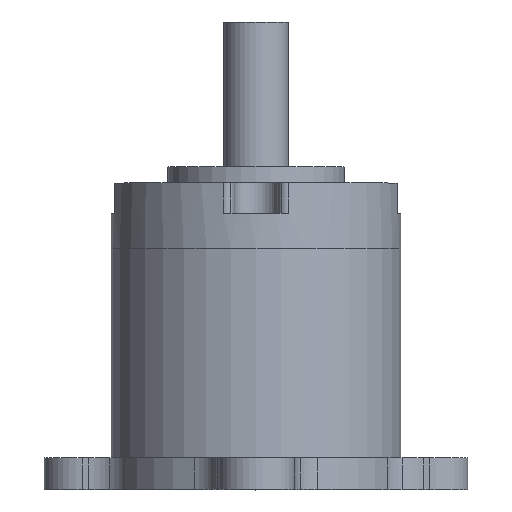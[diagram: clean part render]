
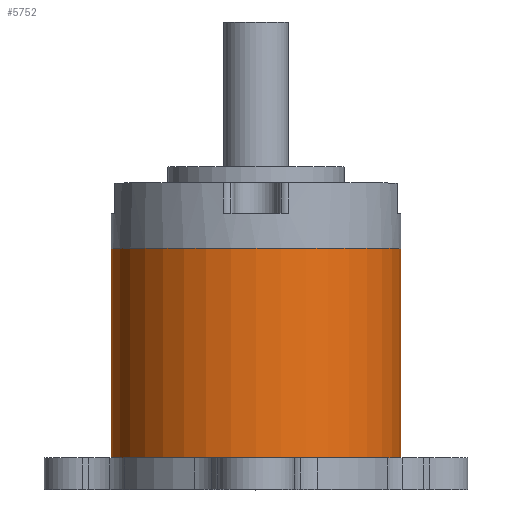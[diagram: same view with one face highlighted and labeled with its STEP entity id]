
A CAD part, top view. The second image highlights one B-rep face of the part: STEP entity #5752.
In plain terms, the highlighted cylindrical face has radius 18 mm (diameter 36 mm), a partial arc.
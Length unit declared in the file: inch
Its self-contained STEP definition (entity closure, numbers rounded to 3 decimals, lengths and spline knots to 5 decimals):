
#339 = EDGE_CURVE ( 'NONE', #4518, #5399, #6493, .T. ) ;
#502 = ORIENTED_EDGE ( 'NONE', *, *, #3449, .T. ) ;
#642 = ORIENTED_EDGE ( 'NONE', *, *, #6242, .F. ) ;
#797 = VERTEX_POINT ( 'NONE', #3266 ) ;
#837 = LINE ( 'NONE', #3020, #1737 ) ;
#1008 = LINE ( 'NONE', #7029, #2447 ) ;
#1137 = CARTESIAN_POINT ( 'NONE',  ( 0., 0., 0. ) ) ;
#1178 = CARTESIAN_POINT ( 'NONE',  ( 0.70866, 0., 0. ) ) ;
#1566 = DIRECTION ( 'NONE',  ( 0., 0., 1. ) ) ;
#1737 = VECTOR ( 'NONE', #1944, 39.37008 ) ;
#1944 = DIRECTION ( 'NONE',  ( 0., 1., 0. ) ) ;
#2093 = DIRECTION ( 'NONE',  ( 0., 1., 0. ) ) ;
#2104 = CYLINDRICAL_SURFACE ( 'NONE', #3127, 0.70866 ) ;
#2141 = DIRECTION ( 'NONE',  ( 0., 1., 0. ) ) ;
#2149 = DIRECTION ( 'NONE',  ( 0., 1., 0. ) ) ;
#2447 = VECTOR ( 'NONE', #2149, 39.37008 ) ;
#3020 = CARTESIAN_POINT ( 'NONE',  ( 0.70866, 0., 0. ) ) ;
#3066 = EDGE_LOOP ( 'NONE', ( #3123, #4785, #502, #642 ) ) ;
#3123 = ORIENTED_EDGE ( 'NONE', *, *, #5341, .F. ) ;
#3127 = AXIS2_PLACEMENT_3D ( 'NONE', #1137, #2141, #5954 ) ;
#3266 = CARTESIAN_POINT ( 'NONE',  ( -0.70866, 1.02362, 0. ) ) ;
#3449 = EDGE_CURVE ( 'NONE', #5399, #4324, #837, .T. ) ;
#3755 = FACE_OUTER_BOUND ( 'NONE', #3066, .T. ) ;
#4213 = CARTESIAN_POINT ( 'NONE',  ( -0.70866, 0., 0. ) ) ;
#4324 = VERTEX_POINT ( 'NONE', #4563 ) ;
#4518 = VERTEX_POINT ( 'NONE', #4213 ) ;
#4563 = CARTESIAN_POINT ( 'NONE',  ( 0.70866, 1.02362, 0. ) ) ;
#4785 = ORIENTED_EDGE ( 'NONE', *, *, #339, .T. ) ;
#4972 = AXIS2_PLACEMENT_3D ( 'NONE', #6977, #2093, #1566 ) ;
#5242 = AXIS2_PLACEMENT_3D ( 'NONE', #6377, #6454, #6953 ) ;
#5341 = EDGE_CURVE ( 'NONE', #4518, #797, #1008, .T. ) ;
#5399 = VERTEX_POINT ( 'NONE', #1178 ) ;
#5752 = ADVANCED_FACE ( 'NONE', ( #3755 ), #2104, .T. ) ;
#5954 = DIRECTION ( 'NONE',  ( 1., 0., 0. ) ) ;
#6242 = EDGE_CURVE ( 'NONE', #797, #4324, #6802, .T. ) ;
#6377 = CARTESIAN_POINT ( 'NONE',  ( 0., 0., 0. ) ) ;
#6454 = DIRECTION ( 'NONE',  ( 0., 1., 0. ) ) ;
#6493 = CIRCLE ( 'NONE', #5242, 0.70866 ) ;
#6802 = CIRCLE ( 'NONE', #4972, 0.70866 ) ;
#6953 = DIRECTION ( 'NONE',  ( 1., 0., 0. ) ) ;
#6977 = CARTESIAN_POINT ( 'NONE',  ( 0., 1.02362, 0. ) ) ;
#7029 = CARTESIAN_POINT ( 'NONE',  ( -0.70866, 0., 0. ) ) ;
